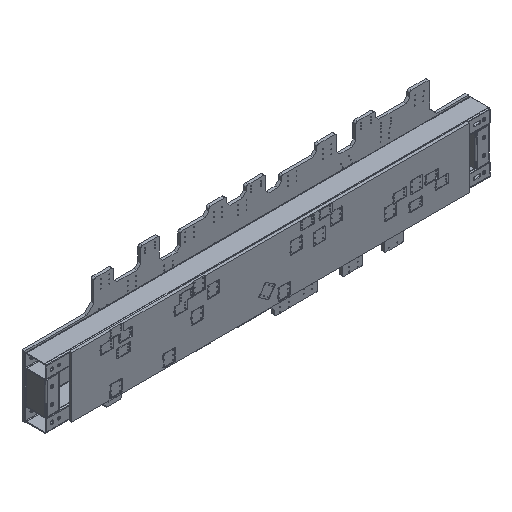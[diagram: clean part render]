
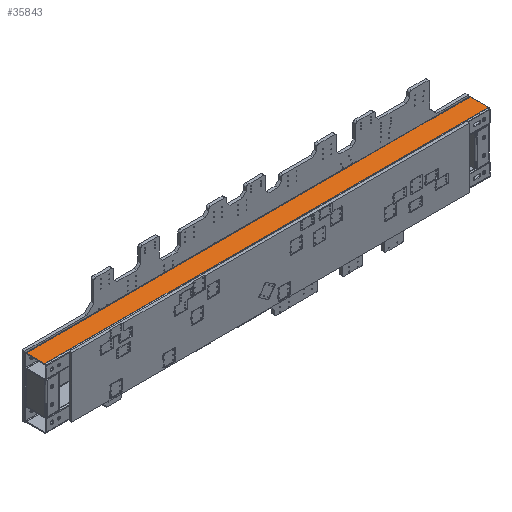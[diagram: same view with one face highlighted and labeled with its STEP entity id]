
A CAD part, isometric view. The second image highlights one B-rep face of the part: STEP entity #35843.
In plain terms, the highlighted planar face has unit normal (0, 0, 1).
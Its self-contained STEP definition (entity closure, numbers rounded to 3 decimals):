
#302 = CARTESIAN_POINT ( 'NONE',  ( 2508., 52.5, 40. ) ) ;
#6003 = ORIENTED_EDGE ( 'NONE', *, *, #60244, .T. ) ;
#6972 = LINE ( 'NONE', #27222, #40575 ) ;
#7607 = CARTESIAN_POINT ( 'NONE',  ( 2508., 52.5, 40. ) ) ;
#9115 = LINE ( 'NONE', #9415, #20779 ) ;
#9415 = CARTESIAN_POINT ( 'NONE',  ( 0., 52.5, 40. ) ) ;
#10076 = VERTEX_POINT ( 'NONE', #41907 ) ;
#11388 = CARTESIAN_POINT ( 'NONE',  ( 2508., -52.5, 40. ) ) ;
#12513 = DIRECTION ( 'NONE',  ( -1., 0., 0. ) ) ;
#13639 = EDGE_CURVE ( 'NONE', #57019, #44504, #6972, .T. ) ;
#14183 = DIRECTION ( 'NONE',  ( 0., -1., 0. ) ) ;
#17123 = DIRECTION ( 'NONE',  ( 0., 0., -1. ) ) ;
#17858 = ORIENTED_EDGE ( 'NONE', *, *, #19304, .T. ) ;
#19053 = EDGE_LOOP ( 'NONE', ( #6003, #40054, #60452, #17858 ) ) ;
#19304 = EDGE_CURVE ( 'NONE', #57019, #10076, #19625, .T. ) ;
#19625 = LINE ( 'NONE', #302, #59324 ) ;
#20779 = VECTOR ( 'NONE', #14183, 1000. ) ;
#21546 = PLANE ( 'NONE',  #53876 ) ;
#26927 = DIRECTION ( 'NONE',  ( 0., 1., 0. ) ) ;
#26980 = VECTOR ( 'NONE', #12513, 1000. ) ;
#27222 = CARTESIAN_POINT ( 'NONE',  ( 2508., 52.5, 40. ) ) ;
#27537 = FACE_OUTER_BOUND ( 'NONE', #19053, .T. ) ;
#29258 = VERTEX_POINT ( 'NONE', #38959 ) ;
#31329 = DIRECTION ( 'NONE',  ( 0., -1., 0. ) ) ;
#35843 = ADVANCED_FACE ( 'NONE', ( #27537 ), #21546, .F. ) ;
#36871 = LINE ( 'NONE', #50816, #26980 ) ;
#38959 = CARTESIAN_POINT ( 'NONE',  ( 0., -52.5, 40. ) ) ;
#40054 = ORIENTED_EDGE ( 'NONE', *, *, #49885, .F. ) ;
#40575 = VECTOR ( 'NONE', #31329, 1000. ) ;
#41907 = CARTESIAN_POINT ( 'NONE',  ( 0., 52.5, 40. ) ) ;
#43366 = DIRECTION ( 'NONE',  ( -1., 0., 0. ) ) ;
#44504 = VERTEX_POINT ( 'NONE', #11388 ) ;
#49885 = EDGE_CURVE ( 'NONE', #44504, #29258, #36871, .T. ) ;
#50816 = CARTESIAN_POINT ( 'NONE',  ( 2508., -52.5, 40. ) ) ;
#53876 = AXIS2_PLACEMENT_3D ( 'NONE', #7607, #17123, #26927 ) ;
#57019 = VERTEX_POINT ( 'NONE', #58756 ) ;
#58756 = CARTESIAN_POINT ( 'NONE',  ( 2508., 52.5, 40. ) ) ;
#59324 = VECTOR ( 'NONE', #43366, 1000. ) ;
#60244 = EDGE_CURVE ( 'NONE', #10076, #29258, #9115, .T. ) ;
#60452 = ORIENTED_EDGE ( 'NONE', *, *, #13639, .F. ) ;
